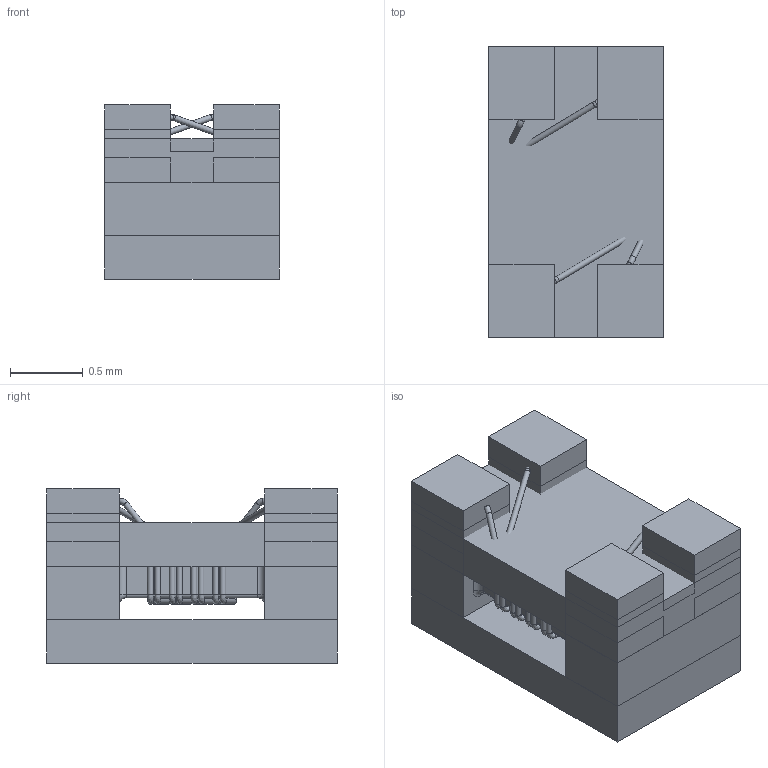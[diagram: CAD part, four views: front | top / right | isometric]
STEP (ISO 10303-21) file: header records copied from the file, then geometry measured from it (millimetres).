
FILE_DESCRIPTION( ( 'Unknown' ), '1' );
FILE_NAME( '744233xxx.stp', 'Unknown', ( 'Unknown' ), ( 'Unknown' ), 'XStep 1.0', 'Unknown', ' ' );
FILE_SCHEMA( ( 'automotive_design' ) );
Length unit declared in the file: millimetre
Products named in the file (9): Assem1; Core; Lid; Pads
Bounding box: 1.2 x 2 x 1.2 mm (x, y, z)
Surface area: 44.1 mm2
Topology: 16 solids, 16 shells, 304 faces, 648 edges, 376 vertices
Faces by surface type: plane 112, cylinder 104, bspline 56, torus 32
Full cylindrical faces by diameter (mm): 0.04 x76
Entity records: 7000 total; most frequent: CARTESIAN_POINT 2971, DIRECTION 624, ORIENTED_EDGE 492, EDGE_CURVE 246, AXIS2_PLACEMENT_3D 245, FACE_OUTER_BOUND 226, EDGE_LOOP 226, VERTEX_POINT 184
